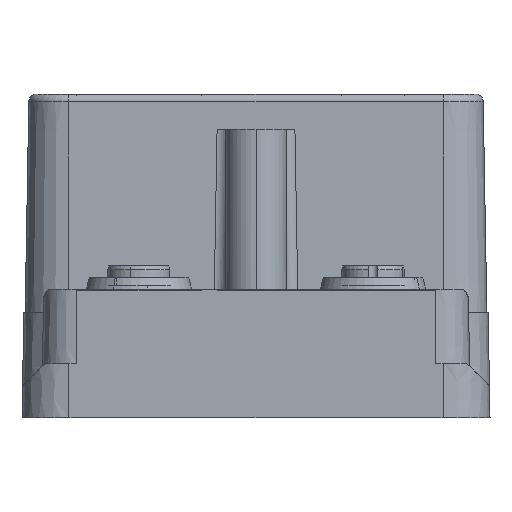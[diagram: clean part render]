
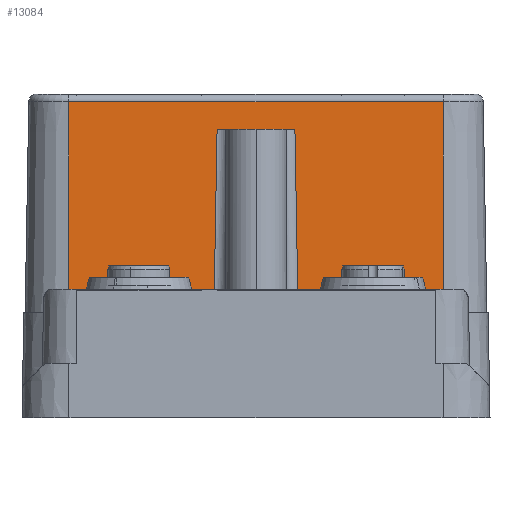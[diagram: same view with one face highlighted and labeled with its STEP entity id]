
A CAD part, front view. The second image highlights one B-rep face of the part: STEP entity #13084.
In plain terms, the highlighted planar face has unit normal (0, -1, 0.018).
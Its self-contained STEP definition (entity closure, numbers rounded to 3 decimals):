
#13027=AXIS2_PLACEMENT_3D('Plane Axis2P3D',#13024,#13025,#13026) ;
#12088=CARTESIAN_POINT('Vertex',(54.,105.6,13.5)) ;
#12091=CARTESIAN_POINT('Line Origine',(44.7,105.6,13.5)) ;
#12095=CARTESIAN_POINT('Vertex',(35.4,105.6,13.5)) ;
#12161=CARTESIAN_POINT('Vertex',(24.6,105.6,13.5)) ;
#12164=CARTESIAN_POINT('Line Origine',(15.3,105.6,13.5)) ;
#12168=CARTESIAN_POINT('Vertex',(6.,105.6,13.5)) ;
#13005=CARTESIAN_POINT('Line Origine',(54.,105.844,27.5)) ;
#13009=CARTESIAN_POINT('Vertex',(54.,106.072,40.517)) ;
#13024=CARTESIAN_POINT('Axis2P3D Location',(59.6,105.6,13.5)) ;
#13029=CARTESIAN_POINT('Line Origine',(30.,106.072,40.517)) ;
#13033=CARTESIAN_POINT('Vertex',(6.,106.072,40.517)) ;
#13036=CARTESIAN_POINT('Line Origine',(6.,105.844,27.5)) ;
#13042=CARTESIAN_POINT('Control Point',(25.01,106.01,37.)) ;
#13043=CARTESIAN_POINT('Control Point',(24.6,105.6,13.5)) ;
#13044=CARTESIAN_POINT('Vertex',(25.01,106.01,37.)) ;
#13047=CARTESIAN_POINT('Line Origine',(30.,106.01,37.)) ;
#13051=CARTESIAN_POINT('Vertex',(26.51,106.01,37.)) ;
#13054=CARTESIAN_POINT('Line Origine',(30.,106.01,37.)) ;
#13058=CARTESIAN_POINT('Vertex',(33.49,106.01,37.)) ;
#13061=CARTESIAN_POINT('Line Origine',(30.,106.01,37.)) ;
#13065=CARTESIAN_POINT('Vertex',(34.99,106.01,37.)) ;
#13069=CARTESIAN_POINT('Control Point',(34.99,106.01,37.)) ;
#13070=CARTESIAN_POINT('Control Point',(35.4,105.6,13.5)) ;
#12092=DIRECTION('Vector Direction',(-1.,0.,0.)) ;
#12165=DIRECTION('Vector Direction',(-1.,0.,0.)) ;
#13006=DIRECTION('Vector Direction',(0.,-0.017,-1.)) ;
#13025=DIRECTION('Axis2P3D Direction',(0.,-1.,0.017)) ;
#13026=DIRECTION('Axis2P3D XDirection',(-1.,0.,0.)) ;
#13030=DIRECTION('Vector Direction',(-1.,0.,0.)) ;
#13037=DIRECTION('Vector Direction',(0.,-0.017,-1.)) ;
#13048=DIRECTION('Vector Direction',(-1.,0.,0.)) ;
#13055=DIRECTION('Vector Direction',(-1.,0.,0.)) ;
#13062=DIRECTION('Vector Direction',(-1.,0.,0.)) ;
#12093=VECTOR('Line Direction',#12092,1.) ;
#12166=VECTOR('Line Direction',#12165,1.) ;
#13007=VECTOR('Line Direction',#13006,1.) ;
#13031=VECTOR('Line Direction',#13030,1.) ;
#13038=VECTOR('Line Direction',#13037,1.) ;
#13049=VECTOR('Line Direction',#13048,1.) ;
#13056=VECTOR('Line Direction',#13055,1.) ;
#13063=VECTOR('Line Direction',#13062,1.) ;
#13073=ORIENTED_EDGE('',*,*,#12097,.F.) ;
#13074=ORIENTED_EDGE('',*,*,#13011,.T.) ;
#13075=ORIENTED_EDGE('',*,*,#13035,.F.) ;
#13076=ORIENTED_EDGE('',*,*,#13040,.F.) ;
#13077=ORIENTED_EDGE('',*,*,#12170,.F.) ;
#13078=ORIENTED_EDGE('',*,*,#13046,.F.) ;
#13079=ORIENTED_EDGE('',*,*,#13053,.T.) ;
#13080=ORIENTED_EDGE('',*,*,#13060,.T.) ;
#13081=ORIENTED_EDGE('',*,*,#13067,.T.) ;
#13082=ORIENTED_EDGE('',*,*,#13071,.T.) ;
#13084=ADVANCED_FACE('325528.1\\427562.1\\Haube',(#13083),#13028,.T.) ;
#13041=B_SPLINE_CURVE_WITH_KNOTS('',1,(#13042,#13043),.UNSPECIFIED.,.F.,.U.,(2,2),(-9.994,13.513),.UNSPECIFIED.) ;
#13068=B_SPLINE_CURVE_WITH_KNOTS('',1,(#13069,#13070),.UNSPECIFIED.,.F.,.U.,(2,2),(-9.994,13.513),.UNSPECIFIED.) ;
#12097=EDGE_CURVE('',#12089,#12096,#12094,.T.) ;
#12170=EDGE_CURVE('',#12162,#12169,#12167,.T.) ;
#13011=EDGE_CURVE('',#12089,#13010,#13008,.F.) ;
#13035=EDGE_CURVE('',#13034,#13010,#13032,.F.) ;
#13040=EDGE_CURVE('',#12169,#13034,#13039,.F.) ;
#13046=EDGE_CURVE('',#13045,#12162,#13041,.T.) ;
#13053=EDGE_CURVE('',#13045,#13052,#13050,.F.) ;
#13060=EDGE_CURVE('',#13052,#13059,#13057,.F.) ;
#13067=EDGE_CURVE('',#13059,#13066,#13064,.F.) ;
#13071=EDGE_CURVE('',#13066,#12096,#13068,.T.) ;
#13072=EDGE_LOOP('',(#13073,#13074,#13075,#13076,#13077,#13078,#13079,#13080,#13081,#13082)) ;
#13083=FACE_OUTER_BOUND('',#13072,.T.) ;
#12094=LINE('Line',#12091,#12093) ;
#12167=LINE('Line',#12164,#12166) ;
#13008=LINE('Line',#13005,#13007) ;
#13032=LINE('Line',#13029,#13031) ;
#13039=LINE('Line',#13036,#13038) ;
#13050=LINE('Line',#13047,#13049) ;
#13057=LINE('Line',#13054,#13056) ;
#13064=LINE('Line',#13061,#13063) ;
#13028=PLANE('',#13027) ;
#12089=VERTEX_POINT('',#12088) ;
#12096=VERTEX_POINT('',#12095) ;
#12162=VERTEX_POINT('',#12161) ;
#12169=VERTEX_POINT('',#12168) ;
#13010=VERTEX_POINT('',#13009) ;
#13034=VERTEX_POINT('',#13033) ;
#13045=VERTEX_POINT('',#13044) ;
#13052=VERTEX_POINT('',#13051) ;
#13059=VERTEX_POINT('',#13058) ;
#13066=VERTEX_POINT('',#13065) ;
